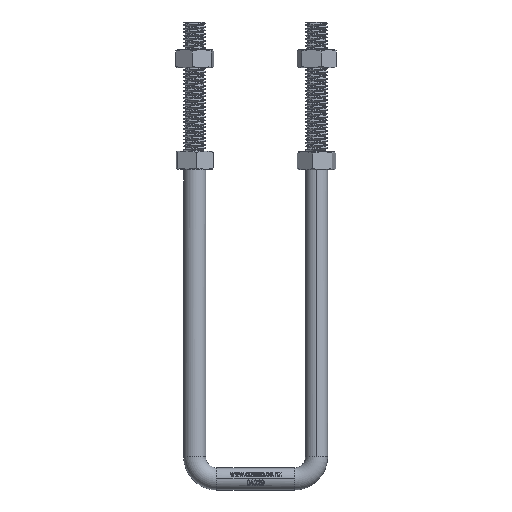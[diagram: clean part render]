
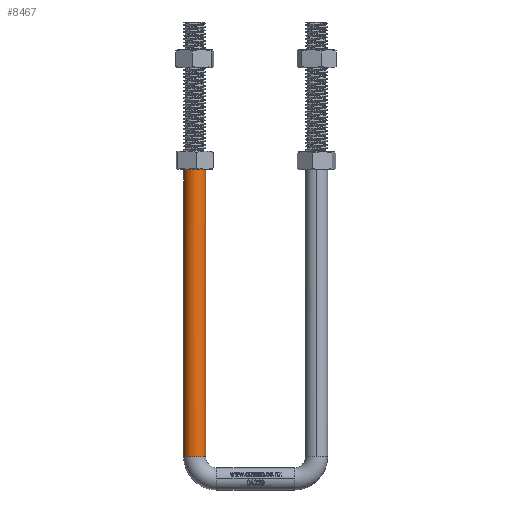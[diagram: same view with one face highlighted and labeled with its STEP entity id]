
A CAD part, top view. The second image highlights one B-rep face of the part: STEP entity #8467.
In plain terms, the highlighted cylindrical face has radius 4 mm (diameter 8 mm), a partial arc.
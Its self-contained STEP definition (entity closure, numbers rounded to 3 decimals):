
#107 = CARTESIAN_POINT ( 'NONE',  ( -16.885, 112.891, 4. ) ) ;
#370 =( BOUNDED_CURVE ( )  B_SPLINE_CURVE ( 2, ( #33869, #6699, #541, #40311, #20200, #107, #10209, #40606, #24032 ),
 .UNSPECIFIED., .F., .F. ) 
 B_SPLINE_CURVE_WITH_KNOTS ( ( 3, 2, 2, 2, 3 ),
 ( 0.967, 0.97, 0.973, 0.976, 0.978 ),
 .UNSPECIFIED. ) 
 CURVE ( )  GEOMETRIC_REPRESENTATION_ITEM ( )  RATIONAL_B_SPLINE_CURVE ( ( 1., 0.924, 1., 0.924, 1., 0.924, 1., 0.924, 1. ) ) 
 REPRESENTATION_ITEM ( '' )  );
#541 = CARTESIAN_POINT ( 'NONE',  ( -12.4, 113.125, 2.828 ) ) ;
#1108 = VERTEX_POINT ( 'NONE', #2736 ) ;
#1306 = CARTESIAN_POINT ( 'NONE',  ( -11.992, 112.452, 2.351 ) ) ;
#2736 = CARTESIAN_POINT ( 'NONE',  ( -19.228, 8., 0. ) ) ;
#3125 = VERTEX_POINT ( 'NONE', #30468 ) ;
#3557 = LINE ( 'NONE', #27644, #38778 ) ;
#4139 = EDGE_CURVE ( 'NONE', #3125, #22204, #40719, .T. ) ;
#4351 = EDGE_CURVE ( 'NONE', #20673, #31714, #370, .T. ) ;
#5245 = CARTESIAN_POINT ( 'NONE',  ( -11.228, 112.031, 0. ) ) ;
#5481 = ORIENTED_EDGE ( 'NONE', *, *, #34201, .F. ) ;
#6699 = CARTESIAN_POINT ( 'NONE',  ( -11.228, 113.203, 1.657 ) ) ;
#7010 =( BOUNDED_CURVE ( )  B_SPLINE_CURVE ( 2, ( #21839, #41171, #30927 ),
 .UNSPECIFIED., .F., .F. ) 
 B_SPLINE_CURVE_WITH_KNOTS ( ( 3, 3 ),
 ( 0.989, 0.991 ),
 .UNSPECIFIED. ) 
 CURVE ( )  GEOMETRIC_REPRESENTATION_ITEM ( )  RATIONAL_B_SPLINE_CURVE ( ( 1., 0.939, 0.975 ) ) 
 REPRESENTATION_ITEM ( '' )  );
#8467 = ADVANCED_FACE ( 'NONE', ( #37491 ), #30684, .T. ) ;
#8574 = EDGE_CURVE ( 'NONE', #1108, #41669, #9126, .T. ) ;
#9126 = CIRCLE ( 'NONE', #23021, 4. ) ;
#9332 = DIRECTION ( 'NONE',  ( 1., 0., 0. ) ) ;
#9567 = CARTESIAN_POINT ( 'NONE',  ( -19.228, 112.656, 0. ) ) ;
#9596 = LINE ( 'NONE', #11507, #32746 ) ;
#9969 = EDGE_LOOP ( 'NONE', ( #26747, #24304, #13907, #5481, #15086, #35657, #37915, #13810 ) ) ;
#10209 = CARTESIAN_POINT ( 'NONE',  ( -18.056, 112.813, 2.828 ) ) ;
#10919 = AXIS2_PLACEMENT_3D ( 'NONE', #29025, #29469, #9332 ) ;
#11507 = CARTESIAN_POINT ( 'NONE',  ( -19.228, 165., 0. ) ) ;
#11936 = CARTESIAN_POINT ( 'NONE',  ( -11.992, 112.999, 2.351 ) ) ;
#13236 = VECTOR ( 'NONE', #37564, 1000. ) ;
#13810 = ORIENTED_EDGE ( 'NONE', *, *, #37200, .F. ) ;
#13907 = ORIENTED_EDGE ( 'NONE', *, *, #8574, .T. ) ;
#15042 = CARTESIAN_POINT ( 'NONE',  ( -11.228, 113.064, 1.3 ) ) ;
#15086 = ORIENTED_EDGE ( 'NONE', *, *, #20020, .T. ) ;
#16780 = CARTESIAN_POINT ( 'NONE',  ( -11.228, 113.281, 0. ) ) ;
#19324 = DIRECTION ( 'NONE',  ( 0., 0., -1. ) ) ;
#20020 = EDGE_CURVE ( 'NONE', #37540, #3125, #7010, .T. ) ;
#20200 = CARTESIAN_POINT ( 'NONE',  ( -15.228, 112.969, 4. ) ) ;
#20665 = EDGE_CURVE ( 'NONE', #31714, #1108, #9596, .T. ) ;
#20673 = VERTEX_POINT ( 'NONE', #16780 ) ;
#21839 = CARTESIAN_POINT ( 'NONE',  ( -11.228, 112.031, 0. ) ) ;
#21920 = CARTESIAN_POINT ( 'NONE',  ( -11.228, 113.125, 0. ) ) ;
#22165 = LINE ( 'NONE', #27578, #13236 ) ;
#22204 = VERTEX_POINT ( 'NONE', #25074 ) ;
#22560 = CARTESIAN_POINT ( 'NONE',  ( -15.228, 8., 0. ) ) ;
#23021 = AXIS2_PLACEMENT_3D ( 'NONE', #22560, #32546, #19324 ) ;
#24032 = CARTESIAN_POINT ( 'NONE',  ( -19.228, 112.656, 0. ) ) ;
#24304 = ORIENTED_EDGE ( 'NONE', *, *, #20665, .T. ) ;
#24800 = DIRECTION ( 'NONE',  ( 0., 1., 0. ) ) ;
#25074 = CARTESIAN_POINT ( 'NONE',  ( -11.992, 112.999, 2.351 ) ) ;
#26747 = ORIENTED_EDGE ( 'NONE', *, *, #4351, .T. ) ;
#27578 = CARTESIAN_POINT ( 'NONE',  ( -11.228, 165., 0. ) ) ;
#27644 = CARTESIAN_POINT ( 'NONE',  ( -11.228, 165., 0. ) ) ;
#29025 = CARTESIAN_POINT ( 'NONE',  ( -15.228, 165., 0. ) ) ;
#29469 = DIRECTION ( 'NONE',  ( 0., -1., 0. ) ) ;
#30468 = CARTESIAN_POINT ( 'NONE',  ( -11.992, 111.905, 2.351 ) ) ;
#30684 = CYLINDRICAL_SURFACE ( 'NONE', #10919, 4. ) ;
#30927 = CARTESIAN_POINT ( 'NONE',  ( -11.992, 111.905, 2.351 ) ) ;
#31457 = CARTESIAN_POINT ( 'NONE',  ( -11.228, 8., 0. ) ) ;
#31714 = VERTEX_POINT ( 'NONE', #9567 ) ;
#31809 = VECTOR ( 'NONE', #24800, 1000. ) ;
#32546 = DIRECTION ( 'NONE',  ( 0., 1., 0. ) ) ;
#32746 = VECTOR ( 'NONE', #36331, 1000. ) ;
#33869 = CARTESIAN_POINT ( 'NONE',  ( -11.228, 113.281, 0. ) ) ;
#34201 = EDGE_CURVE ( 'NONE', #37540, #41669, #3557, .T. ) ;
#35657 = ORIENTED_EDGE ( 'NONE', *, *, #4139, .T. ) ;
#36331 = DIRECTION ( 'NONE',  ( 0., -1., 0. ) ) ;
#37110 =( BOUNDED_CURVE ( )  B_SPLINE_CURVE ( 2, ( #11936, #15042, #21920 ),
 .UNSPECIFIED., .F., .T. ) 
 B_SPLINE_CURVE_WITH_KNOTS ( ( 3, 3 ),
 ( 0., 0.002 ),
 .UNSPECIFIED. ) 
 CURVE ( )  GEOMETRIC_REPRESENTATION_ITEM ( )  RATIONAL_B_SPLINE_CURVE ( ( 0.975, 0.939, 1. ) ) 
 REPRESENTATION_ITEM ( '' )  );
#37200 = EDGE_CURVE ( 'NONE', #20673, #39923, #22165, .T. ) ;
#37491 = FACE_OUTER_BOUND ( 'NONE', #9969, .T. ) ;
#37540 = VERTEX_POINT ( 'NONE', #5245 ) ;
#37564 = DIRECTION ( 'NONE',  ( 0., -1., 0. ) ) ;
#37629 = DIRECTION ( 'NONE',  ( 0., -1., 0. ) ) ;
#37915 = ORIENTED_EDGE ( 'NONE', *, *, #39655, .T. ) ;
#38778 = VECTOR ( 'NONE', #37629, 1000. ) ;
#39655 = EDGE_CURVE ( 'NONE', #22204, #39923, #37110, .T. ) ;
#39910 = CARTESIAN_POINT ( 'NONE',  ( -11.228, 113.125, 0. ) ) ;
#39923 = VERTEX_POINT ( 'NONE', #39910 ) ;
#40311 = CARTESIAN_POINT ( 'NONE',  ( -13.571, 113.047, 4. ) ) ;
#40606 = CARTESIAN_POINT ( 'NONE',  ( -19.228, 112.734, 1.657 ) ) ;
#40719 = LINE ( 'NONE', #1306, #31809 ) ;
#41171 = CARTESIAN_POINT ( 'NONE',  ( -11.228, 111.97, 1.3 ) ) ;
#41669 = VERTEX_POINT ( 'NONE', #31457 ) ;
